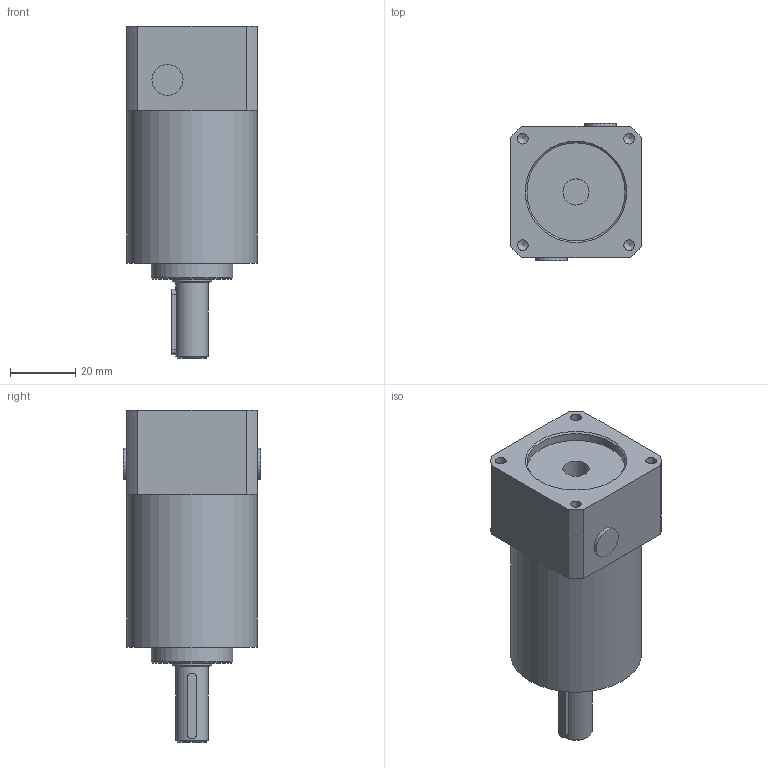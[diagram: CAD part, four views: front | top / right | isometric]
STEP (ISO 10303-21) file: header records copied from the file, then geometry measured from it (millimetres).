
FILE_DESCRIPTION((''),'2;1');
FILE_NAME('EPL040_1_8x25_433_Z30Tk46_M4Vk40_stp.stp','2012-12-01T10:46:05',('Mario'),(''),'Autodesk Inventor 2012','Autodesk Inventor 2012','');
FILE_SCHEMA(('AUTOMOTIVE_DESIGN { 1 0 10303 214 1 1 1 1 }'));
Length unit declared in the file: millimetre
Products named in the file (1): EPL040_1_8x25_433_Z30Tk46_M4Vk40
Bounding box: 40 x 42 x 101.5 mm (x, y, z)
Volume: 99862.3 mm3; surface area: 16041.1 mm2
Topology: 1 solids, 1 shells, 60 faces, 130 edges, 80 vertices
Faces by surface type: cylinder 24, plane 21, cone 15
Full cylindrical faces by diameter (mm): 2.459 x1, 3.2 x1, 3.242 x8, 8 x1, 9.5 x2, 10 x1, 12 x1, 25 x1, 30 x1, 40 x1
Entity records: 1416 total; most frequent: DIRECTION 260, CARTESIAN_POINT 249, ORIENTED_EDGE 170, AXIS2_PLACEMENT_3D 116, EDGE_LOOP 102, EDGE_CURVE 85, VERTEX_POINT 69, FACE_OUTER_BOUND 60
